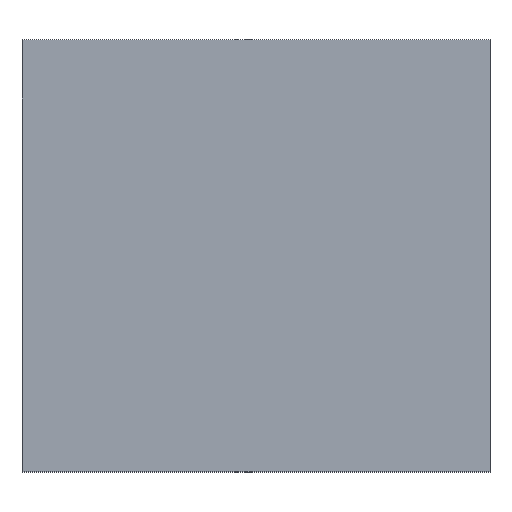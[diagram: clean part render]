
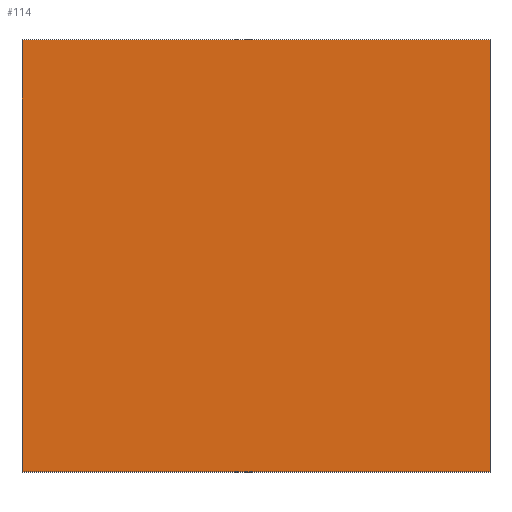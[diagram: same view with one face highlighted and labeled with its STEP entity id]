
A CAD part, top view. The second image highlights one B-rep face of the part: STEP entity #114.
In plain terms, the highlighted planar face has unit normal (0, 0, 1).
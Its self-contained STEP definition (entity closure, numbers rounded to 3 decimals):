
#114=ADVANCED_FACE('',(#115),#145,.F.);
#115=FACE_BOUND('',#116,.T.);
#116=EDGE_LOOP('',(#117,#126,#133,#140));
#117=ORIENTED_EDGE('',*,*,#118,.T.);
#118=EDGE_CURVE('',#119,#121,#123,.T.);
#119=VERTEX_POINT('',#120);
#120=CARTESIAN_POINT('',(-2.9,-23.,12.7));
#121=VERTEX_POINT('',#122);
#122=CARTESIAN_POINT('',(25.6,-23.,12.7));
#123=LINE('',#120,#124);
#124=VECTOR('',#125,1.);
#125=DIRECTION('',(1.,0.,0.));
#126=ORIENTED_EDGE('',*,*,#127,.T.);
#127=EDGE_CURVE('',#121,#128,#130,.T.);
#128=VERTEX_POINT('',#129);
#129=CARTESIAN_POINT('',(25.6,3.3,12.7));
#130=LINE('',#122,#131);
#131=VECTOR('',#132,1.);
#132=DIRECTION('',(0.,1.,0.));
#133=ORIENTED_EDGE('',*,*,#134,.T.);
#134=EDGE_CURVE('',#128,#135,#137,.T.);
#135=VERTEX_POINT('',#136);
#136=CARTESIAN_POINT('',(-2.9,3.3,12.7));
#137=LINE('',#129,#138);
#138=VECTOR('',#139,1.);
#139=DIRECTION('',(-1.,0.,0.));
#140=ORIENTED_EDGE('',*,*,#141,.T.);
#141=EDGE_CURVE('',#135,#119,#142,.T.);
#142=LINE('',#136,#143);
#143=VECTOR('',#144,1.);
#144=DIRECTION('',(0.,-1.,0.));
#145=PLANE('',#146);
#146=AXIS2_PLACEMENT_3D('',#120,#147,#139);
#147=DIRECTION('',(0.,0.,-1.));
